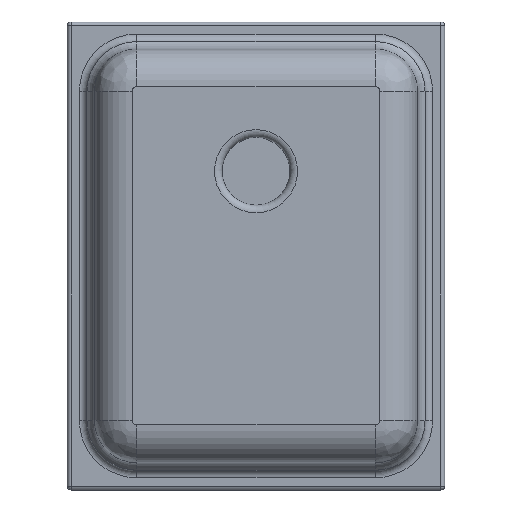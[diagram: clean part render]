
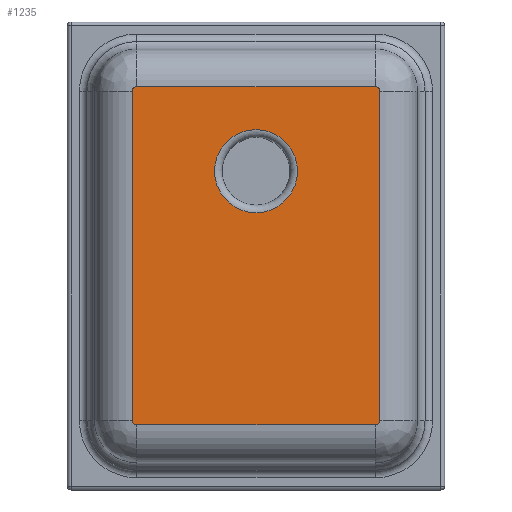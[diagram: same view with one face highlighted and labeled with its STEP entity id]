
A CAD part, top view. The second image highlights one B-rep face of the part: STEP entity #1235.
In plain terms, the highlighted planar face has unit normal (0, 0, 1).
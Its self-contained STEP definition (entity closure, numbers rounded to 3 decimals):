
#22=FACE_BOUND('',#437,.T.);
#28=PLANE('',#1335);
#65=LINE('',#1894,#174);
#66=LINE('',#1898,#175);
#67=LINE('',#1902,#176);
#68=LINE('',#1905,#177);
#174=VECTOR('',#1494,10.);
#175=VECTOR('',#1497,10.);
#176=VECTOR('',#1500,10.);
#177=VECTOR('',#1503,10.);
#354=FACE_OUTER_BOUND('',#436,.T.);
#436=EDGE_LOOP('',(#878,#879,#880,#881,#882,#883,#884,#885));
#437=EDGE_LOOP('',(#886));
#522=CIRCLE('',#1330,0.275);
#526=CIRCLE('',#1336,0.03);
#527=CIRCLE('',#1337,0.03);
#528=CIRCLE('',#1338,0.03);
#529=CIRCLE('',#1339,0.03);
#590=VERTEX_POINT('',#1880);
#593=VERTEX_POINT('',#1890);
#594=VERTEX_POINT('',#1891);
#595=VERTEX_POINT('',#1893);
#596=VERTEX_POINT('',#1895);
#597=VERTEX_POINT('',#1897);
#598=VERTEX_POINT('',#1899);
#599=VERTEX_POINT('',#1901);
#600=VERTEX_POINT('',#1903);
#693=EDGE_CURVE('',#590,#590,#522,.T.);
#698=EDGE_CURVE('',#593,#594,#526,.T.);
#699=EDGE_CURVE('',#595,#593,#65,.T.);
#700=EDGE_CURVE('',#596,#595,#527,.T.);
#701=EDGE_CURVE('',#597,#596,#66,.T.);
#702=EDGE_CURVE('',#598,#597,#528,.T.);
#703=EDGE_CURVE('',#599,#598,#67,.T.);
#704=EDGE_CURVE('',#600,#599,#529,.T.);
#705=EDGE_CURVE('',#594,#600,#68,.T.);
#878=ORIENTED_EDGE('',*,*,#698,.F.);
#879=ORIENTED_EDGE('',*,*,#699,.F.);
#880=ORIENTED_EDGE('',*,*,#700,.F.);
#881=ORIENTED_EDGE('',*,*,#701,.F.);
#882=ORIENTED_EDGE('',*,*,#702,.F.);
#883=ORIENTED_EDGE('',*,*,#703,.F.);
#884=ORIENTED_EDGE('',*,*,#704,.F.);
#885=ORIENTED_EDGE('',*,*,#705,.F.);
#886=ORIENTED_EDGE('',*,*,#693,.F.);
#1235=ADVANCED_FACE('',(#354,#22),#28,.T.);
#1330=AXIS2_PLACEMENT_3D('',#1881,#1479,#1480);
#1335=AXIS2_PLACEMENT_3D('',#1889,#1490,#1491);
#1336=AXIS2_PLACEMENT_3D('',#1892,#1492,#1493);
#1337=AXIS2_PLACEMENT_3D('',#1896,#1495,#1496);
#1338=AXIS2_PLACEMENT_3D('',#1900,#1498,#1499);
#1339=AXIS2_PLACEMENT_3D('',#1904,#1501,#1502);
#1479=DIRECTION('center_axis',(0.,0.,1.));
#1480=DIRECTION('ref_axis',(-1.,0.,0.));
#1490=DIRECTION('center_axis',(0.,0.,1.));
#1491=DIRECTION('ref_axis',(1.,0.,0.));
#1492=DIRECTION('center_axis',(0.,0.,-1.));
#1493=DIRECTION('ref_axis',(-0.707,-0.707,0.));
#1494=DIRECTION('',(-1.,0.,0.));
#1495=DIRECTION('center_axis',(0.,0.,-1.));
#1496=DIRECTION('ref_axis',(0.707,-0.707,0.));
#1497=DIRECTION('',(0.,-1.,0.));
#1498=DIRECTION('center_axis',(0.,0.,-1.));
#1499=DIRECTION('ref_axis',(0.707,0.707,0.));
#1500=DIRECTION('',(1.,0.,0.));
#1501=DIRECTION('center_axis',(0.,0.,-1.));
#1502=DIRECTION('ref_axis',(-0.707,0.707,0.));
#1503=DIRECTION('',(0.,1.,0.));
#1880=CARTESIAN_POINT('',(0.275,0.56,1.1));
#1881=CARTESIAN_POINT('Origin',(0.,0.56,1.1));
#1889=CARTESIAN_POINT('Origin',(0.,0.,1.1));
#1890=CARTESIAN_POINT('',(-0.79,-1.12,1.1));
#1891=CARTESIAN_POINT('',(-0.82,-1.09,1.1));
#1892=CARTESIAN_POINT('Origin',(-0.79,-1.09,1.1));
#1893=CARTESIAN_POINT('',(0.79,-1.12,1.1));
#1894=CARTESIAN_POINT('',(-0.535,-1.12,1.1));
#1895=CARTESIAN_POINT('',(0.82,-1.09,1.1));
#1896=CARTESIAN_POINT('Origin',(0.79,-1.09,1.1));
#1897=CARTESIAN_POINT('',(0.82,1.09,1.1));
#1898=CARTESIAN_POINT('',(0.82,-0.685,1.1));
#1899=CARTESIAN_POINT('',(0.79,1.12,1.1));
#1900=CARTESIAN_POINT('Origin',(0.79,1.09,1.1));
#1901=CARTESIAN_POINT('',(-0.79,1.12,1.1));
#1902=CARTESIAN_POINT('',(0.535,1.12,1.1));
#1903=CARTESIAN_POINT('',(-0.82,1.09,1.1));
#1904=CARTESIAN_POINT('Origin',(-0.79,1.09,1.1));
#1905=CARTESIAN_POINT('',(-0.82,0.685,1.1));
